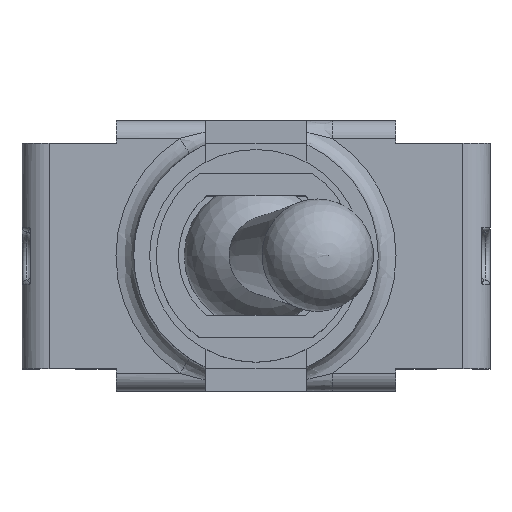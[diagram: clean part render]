
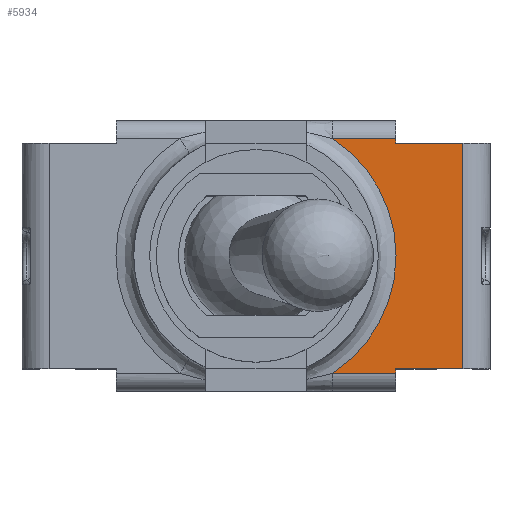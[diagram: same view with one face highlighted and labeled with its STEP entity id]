
A CAD part, top view. The second image highlights one B-rep face of the part: STEP entity #5934.
In plain terms, the highlighted planar face has unit normal (0, 0, 1).
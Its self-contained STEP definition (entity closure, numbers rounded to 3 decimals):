
#4607=CARTESIAN_POINT('',(-3.15,-2.65,0.41));
#4608=VERTEX_POINT('',#4607);
#4626=CARTESIAN_POINT('',(-1.721,-2.65,0.41));
#4627=VERTEX_POINT('',#4626);
#4635=CARTESIAN_POINT('',(-1.721,-2.65,0.41));
#4636=DIRECTION('',(-1.0,0.0,0.0));
#4637=VECTOR('',#4636,1.429);
#4638=LINE('',#4635,#4637);
#4639=EDGE_CURVE('',#4627,#4608,#4638,.T.);
#5315=CARTESIAN_POINT('',(-3.15,2.65,0.41));
#5316=VERTEX_POINT('',#5315);
#5324=CARTESIAN_POINT('',(-1.721,2.65,0.41));
#5325=VERTEX_POINT('',#5324);
#5326=CARTESIAN_POINT('',(-3.15,2.65,0.41));
#5327=DIRECTION('',(1.0,0.0,0.0));
#5328=VECTOR('',#5327,1.429);
#5329=LINE('',#5326,#5328);
#5330=EDGE_CURVE('',#5316,#5325,#5329,.T.);
#5880=CARTESIAN_POINT('',(0.,0.,0.41));
#5881=DIRECTION('',(0.0,0.0,1.0));
#5882=DIRECTION('',(1.0,0.0,0.0));
#5883=AXIS2_PLACEMENT_3D('',#5880,#5881,#5882);
#5884=PLANE('',#5883);
#5885=ORIENTED_EDGE('',*,*,#4639,.F.);
#5886=CARTESIAN_POINT('',(0.0,0.0,0.41));
#5887=DIRECTION('',(0.0,0.0,1.0));
#5888=DIRECTION('',(-1.0,0.0,0.0));
#5889=AXIS2_PLACEMENT_3D('',#5886,#5887,#5888);
#5890=CIRCLE('',#5889,3.16);
#5891=EDGE_CURVE('',#5325,#4627,#5890,.T.);
#5892=ORIENTED_EDGE('',*,*,#5891,.F.);
#5893=ORIENTED_EDGE('',*,*,#5330,.F.);
#5894=CARTESIAN_POINT('',(-3.15,2.54,0.41));
#5895=VERTEX_POINT('',#5894);
#5896=CARTESIAN_POINT('',(-3.15,2.54,0.41));
#5897=DIRECTION('',(0.0,1.0,0.0));
#5898=VECTOR('',#5897,0.11);
#5899=LINE('',#5896,#5898);
#5900=EDGE_CURVE('',#5895,#5316,#5899,.T.);
#5901=ORIENTED_EDGE('',*,*,#5900,.F.);
#5902=CARTESIAN_POINT('',(-4.67,2.54,0.41));
#5903=VERTEX_POINT('',#5902);
#5904=CARTESIAN_POINT('',(-4.67,2.54,0.41));
#5905=DIRECTION('',(1.0,0.0,0.0));
#5906=VECTOR('',#5905,1.52);
#5907=LINE('',#5904,#5906);
#5908=EDGE_CURVE('',#5903,#5895,#5907,.T.);
#5909=ORIENTED_EDGE('',*,*,#5908,.F.);
#5910=CARTESIAN_POINT('',(-4.67,-2.54,0.41));
#5911=VERTEX_POINT('',#5910);
#5912=CARTESIAN_POINT('',(-4.67,-2.54,0.41));
#5913=DIRECTION('',(0.0,1.0,0.0));
#5914=VECTOR('',#5913,5.08);
#5915=LINE('',#5912,#5914);
#5916=EDGE_CURVE('',#5911,#5903,#5915,.T.);
#5917=ORIENTED_EDGE('',*,*,#5916,.F.);
#5918=CARTESIAN_POINT('',(-3.15,-2.54,0.41));
#5919=VERTEX_POINT('',#5918);
#5920=CARTESIAN_POINT('',(-3.15,-2.54,0.41));
#5921=DIRECTION('',(-1.0,0.0,0.0));
#5922=VECTOR('',#5921,1.52);
#5923=LINE('',#5920,#5922);
#5924=EDGE_CURVE('',#5919,#5911,#5923,.T.);
#5925=ORIENTED_EDGE('',*,*,#5924,.F.);
#5926=CARTESIAN_POINT('',(-3.15,-2.54,0.41));
#5927=DIRECTION('',(0.0,-1.0,0.0));
#5928=VECTOR('',#5927,0.11);
#5929=LINE('',#5926,#5928);
#5930=EDGE_CURVE('',#5919,#4608,#5929,.T.);
#5931=ORIENTED_EDGE('',*,*,#5930,.T.);
#5932=EDGE_LOOP('',(#5885,#5892,#5893,#5901,#5909,#5917,#5925,#5931));
#5933=FACE_OUTER_BOUND('',#5932,.T.);
#5934=ADVANCED_FACE('',(#5933),#5884,.T.);
